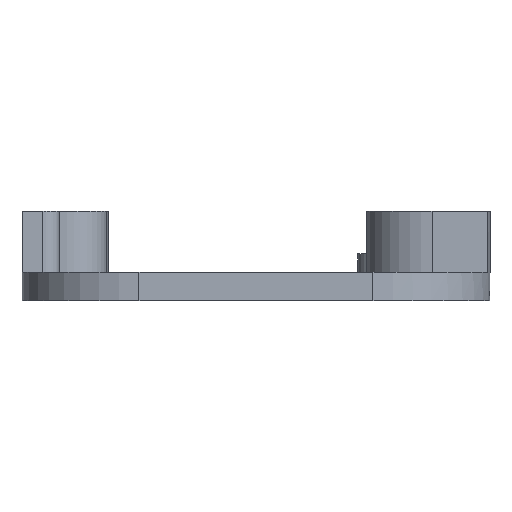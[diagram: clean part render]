
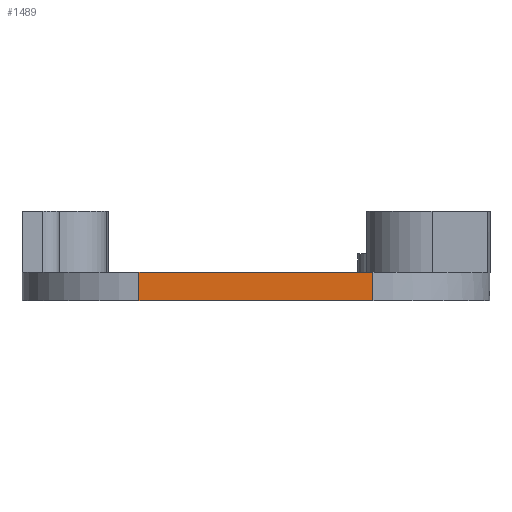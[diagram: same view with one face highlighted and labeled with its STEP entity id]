
A CAD part, left-side view. The second image highlights one B-rep face of the part: STEP entity #1489.
In plain terms, the highlighted planar face has unit normal (-1, 0, 0).
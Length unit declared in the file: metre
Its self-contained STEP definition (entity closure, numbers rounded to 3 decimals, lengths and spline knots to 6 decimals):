
#278=ORIENTED_EDGE('',*,*,#682,.T.);
#279=ORIENTED_EDGE('',*,*,#716,.F.);
#280=ORIENTED_EDGE('',*,*,#651,.F.);
#281=ORIENTED_EDGE('',*,*,#714,.T.);
#651=EDGE_CURVE('',#871,#872,#991,.T.);
#682=EDGE_CURVE('',#896,#902,#1006,.T.);
#714=EDGE_CURVE('',#871,#896,#1017,.T.);
#716=EDGE_CURVE('',#872,#902,#1019,.T.);
#871=VERTEX_POINT('',#2361);
#872=VERTEX_POINT('',#2363);
#896=VERTEX_POINT('',#2412);
#902=VERTEX_POINT('',#2424);
#991=LINE('',#2362,#1123);
#1006=LINE('',#2425,#1138);
#1017=LINE('',#2487,#1149);
#1019=LINE('',#2490,#1151);
#1123=VECTOR('',#1858,1.);
#1138=VECTOR('',#1907,1.);
#1149=VECTOR('',#1962,1.);
#1151=VECTOR('',#1966,1.);
#1245=EDGE_LOOP('',(#278,#279,#280,#281));
#1353=FACE_BOUND('',#1245,.T.);
#1447=PLANE('',#1657);
#1489=ADVANCED_FACE('',(#1353),#1447,.F.);
#1657=AXIS2_PLACEMENT_3D('',#2489,#1964,#1965);
#1858=DIRECTION('',(0.,-1.,0.));
#1907=DIRECTION('',(0.,-1.,0.));
#1962=DIRECTION('',(0.,0.,-1.));
#1964=DIRECTION('',(1.,0.,0.));
#1965=DIRECTION('',(0.,0.,-1.));
#1966=DIRECTION('',(0.,0.,-1.));
#2361=CARTESIAN_POINT('',(-0.069,0.0375,0.003));
#2362=CARTESIAN_POINT('',(-0.069,0.025,0.003));
#2363=CARTESIAN_POINT('',(-0.069,0.0125,0.003));
#2412=CARTESIAN_POINT('',(-0.069,0.0375,0.));
#2424=CARTESIAN_POINT('',(-0.069,0.0125,0.));
#2425=CARTESIAN_POINT('',(-0.069,0.025,0.));
#2487=CARTESIAN_POINT('',(-0.069,0.0375,0.003));
#2489=CARTESIAN_POINT('',(-0.069,0.025,0.003));
#2490=CARTESIAN_POINT('',(-0.069,0.0125,0.003));
